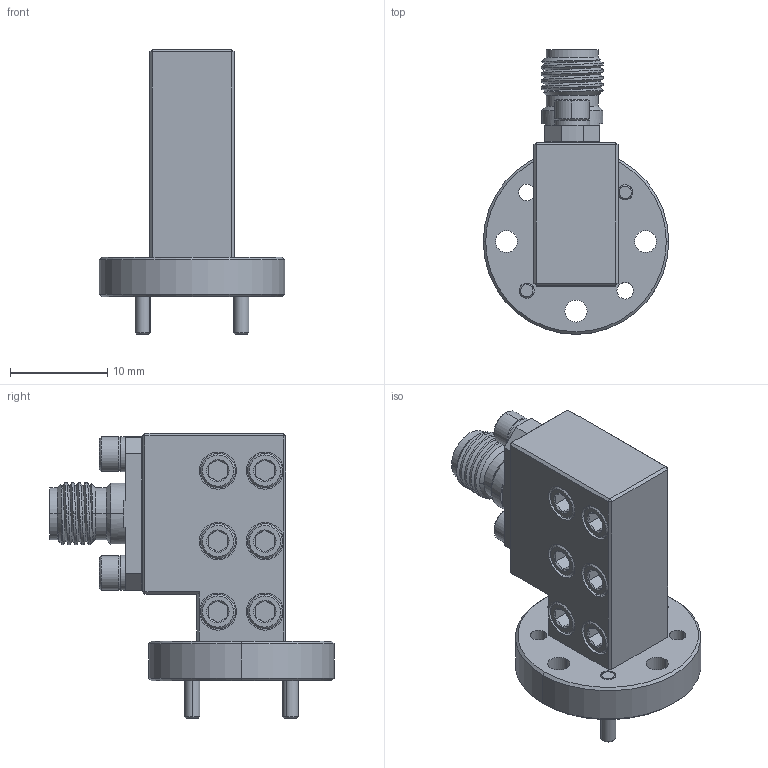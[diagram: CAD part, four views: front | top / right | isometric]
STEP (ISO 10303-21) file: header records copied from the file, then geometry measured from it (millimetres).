
FILE_DESCRIPTION (( 'STEP AP214' ), '1' );
FILE_NAME ('FD-E3-A, Defeatured.STEP', '2026-03-23T21:35:23', ( '' ), ( '' ), 'SwSTEP 2.0', 'SolidWorks 2021', '' );
FILE_SCHEMA (( 'AUTOMOTIVE_DESIGN' ));
Length unit declared in the file: inch
Products named in the file (1): FD-E3-A, Defeatured
Bounding box: 19.05 x 29.2 x 29.27 mm (x, y, z)
Volume: 3775.4 mm3; surface area: 2987.2 mm2
Topology: 5 solids, 5 shells, 348 faces, 750 edges, 439 vertices
Faces by surface type: plane 136, cone 116, cylinder 94, bspline 2
Entity records: 14976 total; most frequent: CARTESIAN_POINT 2794, DIRECTION 1658, ORIENTED_EDGE 1500, EDGE_CURVE 750, AXIS2_PLACEMENT_3D 644, VERTEX_POINT 439, EDGE_LOOP 391, VECTOR 370
